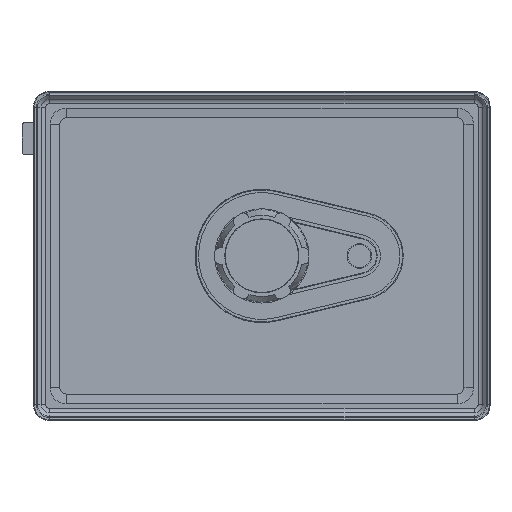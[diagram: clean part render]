
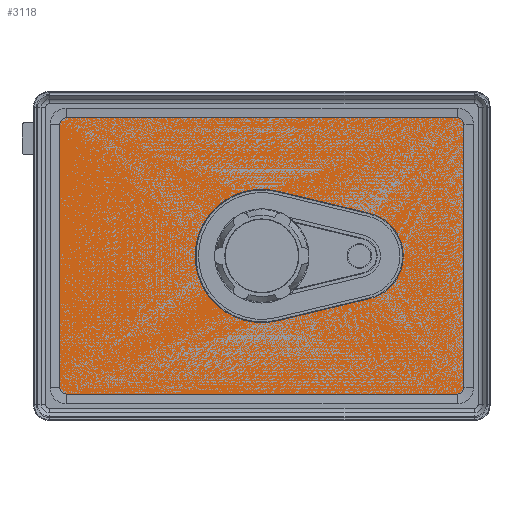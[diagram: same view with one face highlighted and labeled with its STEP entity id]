
A CAD part, top view. The second image highlights one B-rep face of the part: STEP entity #3118.
In plain terms, the highlighted face is planar.
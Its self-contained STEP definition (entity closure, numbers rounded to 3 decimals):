
#2052=CARTESIAN_POINT('',(60.2,40.55,-6.55));
#2053=DIRECTION('',(0.,0.,1.));
#2054=DIRECTION('',(1.,0.,0.));
#2055=AXIS2_PLACEMENT_3D('',#2052,#2053,#2054);
#2057=DIRECTION('',(-1.,0.,0.));
#2058=VECTOR('',#2057,120.4);
#2059=CARTESIAN_POINT('',(60.2,42.498,-6.55));
#2060=LINE('',#2059,#2058);
#2061=CARTESIAN_POINT('',(-60.2,40.55,-6.55));
#2062=DIRECTION('',(0.,0.,1.));
#2063=DIRECTION('',(0.,1.,0.));
#2064=AXIS2_PLACEMENT_3D('',#2061,#2062,#2063);
#2066=DIRECTION('',(0.,-1.,0.));
#2067=VECTOR('',#2066,81.1);
#2068=CARTESIAN_POINT('',(-62.148,40.55,-6.55));
#2069=LINE('',#2068,#2067);
#2070=CARTESIAN_POINT('',(-60.2,-40.55,-6.55));
#2071=DIRECTION('',(0.,0.,1.));
#2072=DIRECTION('',(-1.,0.,0.));
#2073=AXIS2_PLACEMENT_3D('',#2070,#2071,#2072);
#2075=DIRECTION('',(1.,0.,0.));
#2076=VECTOR('',#2075,120.4);
#2077=CARTESIAN_POINT('',(-60.2,-42.498,-6.55));
#2078=LINE('',#2077,#2076);
#2079=CARTESIAN_POINT('',(60.2,-40.55,-6.55));
#2080=DIRECTION('',(0.,0.,1.));
#2081=DIRECTION('',(0.,-1.,0.));
#2082=AXIS2_PLACEMENT_3D('',#2079,#2080,#2081);
#2084=DIRECTION('',(0.,1.,0.));
#2085=VECTOR('',#2084,81.1);
#2086=CARTESIAN_POINT('',(62.148,-40.55,-6.55));
#2087=LINE('',#2086,#2085);
#2088=DIRECTION('',(0.972,0.233,0.));
#2089=VECTOR('',#2088,29.172);
#2090=CARTESIAN_POINT('',(-33.15,13.127,-6.55));
#2091=LINE('',#2090,#2089);
#2092=CARTESIAN_POINT('',(0.,0.,-6.55));
#2093=DIRECTION('',(0.,0.,-1.));
#2094=DIRECTION('',(-0.233,0.972,0.));
#2095=AXIS2_PLACEMENT_3D('',#2092,#2093,#2094);
#2097=CARTESIAN_POINT('',(0.,0.,-6.55));
#2098=DIRECTION('',(0.,0.,-1.));
#2099=DIRECTION('',(1.,0.,0.));
#2100=AXIS2_PLACEMENT_3D('',#2097,#2098,#2099);
#2102=CARTESIAN_POINT('',(0.,0.,-6.55));
#2103=DIRECTION('',(0.,0.,-1.));
#2104=DIRECTION('',(0.233,-0.972,0.));
#2105=AXIS2_PLACEMENT_3D('',#2102,#2103,#2104);
#2107=DIRECTION('',(-0.972,0.233,0.));
#2108=VECTOR('',#2107,29.172);
#2109=CARTESIAN_POINT('',(-4.783,-19.934,-6.55));
#2110=LINE('',#2109,#2108);
#2111=CARTESIAN_POINT('',(-30.,0.,-6.55));
#2112=DIRECTION('',(0.,0.,-1.));
#2113=DIRECTION('',(-0.233,-0.972,0.));
#2114=AXIS2_PLACEMENT_3D('',#2111,#2112,#2113);
#2116=CARTESIAN_POINT('',(-30.,0.,-6.55));
#2117=DIRECTION('',(0.,0.,-1.));
#2118=DIRECTION('',(-1.,0.,0.));
#2119=AXIS2_PLACEMENT_3D('',#2116,#2117,#2118);
#2765=CARTESIAN_POINT('',(-33.15,13.127,-6.55));
#2766=VERTEX_POINT('',#2765);
#2767=CARTESIAN_POINT('',(-33.15,-13.127,-6.55));
#2768=CARTESIAN_POINT('',(-43.5,0.,-6.55));
#2769=VERTEX_POINT('',#2767);
#2770=VERTEX_POINT('',#2768);
#2803=CARTESIAN_POINT('',(-4.783,-19.934,-6.55));
#2804=VERTEX_POINT('',#2803);
#2805=CARTESIAN_POINT('',(62.148,40.55,-6.55));
#2806=CARTESIAN_POINT('',(60.2,42.498,-6.55));
#2807=VERTEX_POINT('',#2805);
#2808=VERTEX_POINT('',#2806);
#2809=CARTESIAN_POINT('',(-60.2,42.498,-6.55));
#2810=VERTEX_POINT('',#2809);
#2811=CARTESIAN_POINT('',(-62.148,40.55,-6.55));
#2812=VERTEX_POINT('',#2811);
#2813=CARTESIAN_POINT('',(-62.148,-40.55,-6.55));
#2814=VERTEX_POINT('',#2813);
#2815=CARTESIAN_POINT('',(-60.2,-42.498,-6.55));
#2816=VERTEX_POINT('',#2815);
#2817=CARTESIAN_POINT('',(60.2,-42.498,-6.55));
#2818=VERTEX_POINT('',#2817);
#2819=CARTESIAN_POINT('',(62.148,-40.55,-6.55));
#2820=VERTEX_POINT('',#2819);
#2821=CARTESIAN_POINT('',(-4.783,19.934,-6.55));
#2822=VERTEX_POINT('',#2821);
#2823=CARTESIAN_POINT('',(20.5,0.,-6.55));
#2824=VERTEX_POINT('',#2823);
#2825=CARTESIAN_POINT('',(4.783,-19.934,-6.55));
#2826=VERTEX_POINT('',#2825);
#3082=CARTESIAN_POINT('',(0.,0.,-6.55));
#3083=DIRECTION('',(0.,0.,1.));
#3084=DIRECTION('',(1.,0.,0.));
#3085=AXIS2_PLACEMENT_3D('',#3082,#3083,#3084);
#3086=PLANE('',#3085);
#3088=ORIENTED_EDGE('',*,*,#3087,.T.);
#3090=ORIENTED_EDGE('',*,*,#3089,.T.);
#3092=ORIENTED_EDGE('',*,*,#3091,.T.);
#3094=ORIENTED_EDGE('',*,*,#3093,.T.);
#3096=ORIENTED_EDGE('',*,*,#3095,.T.);
#3098=ORIENTED_EDGE('',*,*,#3097,.T.);
#3100=ORIENTED_EDGE('',*,*,#3099,.T.);
#3102=ORIENTED_EDGE('',*,*,#3101,.T.);
#3103=EDGE_LOOP('',(#3088,#3090,#3092,#3094,#3096,#3098,#3100,#3102));
#3104=FACE_OUTER_BOUND('',#3103,.F.);
#3105=ORIENTED_EDGE('',*,*,#2994,.T.);
#3107=ORIENTED_EDGE('',*,*,#3106,.T.);
#3109=ORIENTED_EDGE('',*,*,#3108,.T.);
#3111=ORIENTED_EDGE('',*,*,#3110,.T.);
#3113=ORIENTED_EDGE('',*,*,#3112,.T.);
#3114=ORIENTED_EDGE('',*,*,#3075,.T.);
#3115=ORIENTED_EDGE('',*,*,#3073,.T.);
#3116=EDGE_LOOP('',(#3105,#3107,#3109,#3111,#3113,#3114,#3115));
#3117=FACE_BOUND('',#3116,.F.);
#2056=CIRCLE('',#2055,1.948);
#2065=CIRCLE('',#2064,1.948);
#2074=CIRCLE('',#2073,1.948);
#2083=CIRCLE('',#2082,1.948);
#2096=CIRCLE('',#2095,20.5);
#2101=CIRCLE('',#2100,20.5);
#2106=CIRCLE('',#2105,20.5);
#2115=CIRCLE('',#2114,13.5);
#2120=CIRCLE('',#2119,13.5);
#2994=EDGE_CURVE('',#2766,#2822,#2091,.T.);
#3073=EDGE_CURVE('',#2770,#2766,#2120,.T.);
#3075=EDGE_CURVE('',#2769,#2770,#2115,.T.);
#3087=EDGE_CURVE('',#2807,#2808,#2056,.T.);
#3089=EDGE_CURVE('',#2808,#2810,#2060,.T.);
#3091=EDGE_CURVE('',#2810,#2812,#2065,.T.);
#3093=EDGE_CURVE('',#2812,#2814,#2069,.T.);
#3095=EDGE_CURVE('',#2814,#2816,#2074,.T.);
#3097=EDGE_CURVE('',#2816,#2818,#2078,.T.);
#3099=EDGE_CURVE('',#2818,#2820,#2083,.T.);
#3101=EDGE_CURVE('',#2820,#2807,#2087,.T.);
#3106=EDGE_CURVE('',#2822,#2824,#2096,.T.);
#3108=EDGE_CURVE('',#2824,#2826,#2101,.T.);
#3110=EDGE_CURVE('',#2826,#2804,#2106,.T.);
#3112=EDGE_CURVE('',#2804,#2769,#2110,.T.);
#3118=ADVANCED_FACE('',(#3104,#3117),#3086,.F.);
